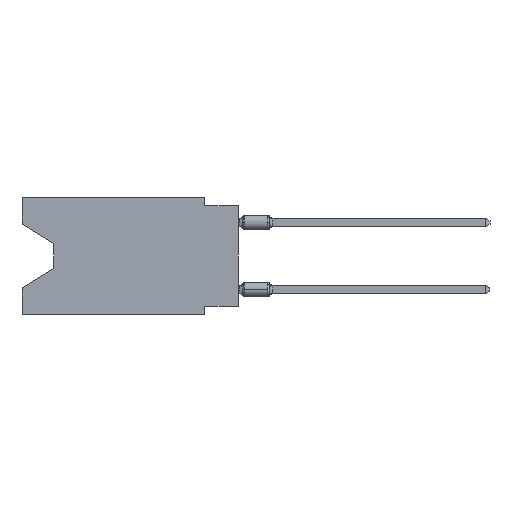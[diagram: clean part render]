
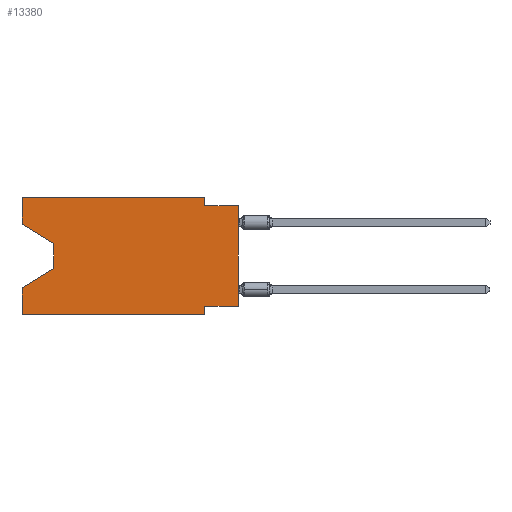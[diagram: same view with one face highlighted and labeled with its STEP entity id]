
A CAD part, left-side view. The second image highlights one B-rep face of the part: STEP entity #13380.
In plain terms, the highlighted planar face has unit normal (-1, 0, 0).
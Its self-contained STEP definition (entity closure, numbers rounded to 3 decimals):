
#207 = ORIENTED_EDGE ( 'NONE', *, *, #22946, .F. ) ;
#602 = EDGE_LOOP ( 'NONE', ( #5161, #10954, #8266, #16718, #7799, #16761, #10858, #14809, #9230, #13678, #207, #7693 ) ) ;
#612 = CARTESIAN_POINT ( 'NONE',  ( 0., 0., -8.255 ) ) ;
#1221 = LINE ( 'NONE', #20663, #17802 ) ;
#1856 = VERTEX_POINT ( 'NONE', #8124 ) ;
#1927 = EDGE_CURVE ( 'NONE', #2327, #6431, #3893, .T. ) ;
#2327 = VERTEX_POINT ( 'NONE', #612 ) ;
#2464 = CARTESIAN_POINT ( 'NONE',  ( 0., 16.383, 0. ) ) ;
#3126 = EDGE_CURVE ( 'NONE', #6431, #25202, #23772, .T. ) ;
#3129 = LINE ( 'NONE', #7486, #20999 ) ;
#3313 = CARTESIAN_POINT ( 'NONE',  ( 0., 16.383, -6.852 ) ) ;
#3360 = DIRECTION ( 'NONE',  ( 0., 0., -1. ) ) ;
#3893 = LINE ( 'NONE', #21093, #20783 ) ;
#3931 = LINE ( 'NONE', #10279, #6201 ) ;
#4073 = DIRECTION ( 'NONE',  ( 0., -1., 0. ) ) ;
#4199 = EDGE_CURVE ( 'NONE', #1856, #25202, #3931, .T. ) ;
#4233 = VECTOR ( 'NONE', #19894, 1000. ) ;
#4453 = CARTESIAN_POINT ( 'NONE',  ( 0., 2.54, -8.89 ) ) ;
#4577 = LINE ( 'NONE', #2464, #26845 ) ;
#4624 = VECTOR ( 'NONE', #11191, 1000. ) ;
#4703 = DIRECTION ( 'NONE',  ( 0., 0., 1. ) ) ;
#4950 = LINE ( 'NONE', #17640, #4233 ) ;
#5161 = ORIENTED_EDGE ( 'NONE', *, *, #19728, .T. ) ;
#6201 = VECTOR ( 'NONE', #4073, 1000. ) ;
#6431 = VERTEX_POINT ( 'NONE', #23574 ) ;
#6536 = DIRECTION ( 'NONE',  ( 0., 0., 1. ) ) ;
#6587 = EDGE_CURVE ( 'NONE', #21376, #22215, #4950, .T. ) ;
#6766 = CARTESIAN_POINT ( 'NONE',  ( 0., 2.54, -8.89 ) ) ;
#7127 = EDGE_CURVE ( 'NONE', #18355, #21910, #22255, .T. ) ;
#7486 = CARTESIAN_POINT ( 'NONE',  ( 0., 16.383, -2.038 ) ) ;
#7693 = ORIENTED_EDGE ( 'NONE', *, *, #16918, .F. ) ;
#7799 = ORIENTED_EDGE ( 'NONE', *, *, #4199, .T. ) ;
#7859 = CARTESIAN_POINT ( 'NONE',  ( 0., 16.383, 0. ) ) ;
#7996 = FACE_OUTER_BOUND ( 'NONE', #602, .T. ) ;
#8066 = CARTESIAN_POINT ( 'NONE',  ( 0., 13.97, -3.505 ) ) ;
#8124 = CARTESIAN_POINT ( 'NONE',  ( 0., 16.383, -8.89 ) ) ;
#8266 = ORIENTED_EDGE ( 'NONE', *, *, #13712, .T. ) ;
#8863 = VERTEX_POINT ( 'NONE', #3313 ) ;
#8932 = LINE ( 'NONE', #17533, #4624 ) ;
#9230 = ORIENTED_EDGE ( 'NONE', *, *, #11704, .F. ) ;
#10279 = CARTESIAN_POINT ( 'NONE',  ( 0., 16.383, -8.89 ) ) ;
#10858 = ORIENTED_EDGE ( 'NONE', *, *, #1927, .F. ) ;
#10954 = ORIENTED_EDGE ( 'NONE', *, *, #7127, .T. ) ;
#11191 = DIRECTION ( 'NONE',  ( 0., -1., 0. ) ) ;
#11252 = VERTEX_POINT ( 'NONE', #21935 ) ;
#11326 = VECTOR ( 'NONE', #13059, 1000. ) ;
#11415 = CARTESIAN_POINT ( 'NONE',  ( 0., 2.54, 0. ) ) ;
#11506 = AXIS2_PLACEMENT_3D ( 'NONE', #7859, #27184, #19897 ) ;
#11704 = EDGE_CURVE ( 'NONE', #22215, #24625, #8932, .T. ) ;
#11883 = LINE ( 'NONE', #20477, #20635 ) ;
#12136 = DIRECTION ( 'NONE',  ( 0., -0.855, -0.519 ) ) ;
#13059 = DIRECTION ( 'NONE',  ( 0., 0., -1. ) ) ;
#13354 = CARTESIAN_POINT ( 'NONE',  ( 0., 0., -0.635 ) ) ;
#13380 = ADVANCED_FACE ( 'NONE', ( #7996 ), #16462, .F. ) ;
#13678 = ORIENTED_EDGE ( 'NONE', *, *, #6587, .F. ) ;
#13712 = EDGE_CURVE ( 'NONE', #21910, #8863, #1221, .T. ) ;
#14127 = EDGE_CURVE ( 'NONE', #1856, #8863, #4577, .T. ) ;
#14180 = DIRECTION ( 'NONE',  ( 0., 0.855, -0.519 ) ) ;
#14809 = ORIENTED_EDGE ( 'NONE', *, *, #27591, .T. ) ;
#15436 = CARTESIAN_POINT ( 'NONE',  ( 0., 2.54, -0.635 ) ) ;
#15623 = DIRECTION ( 'NONE',  ( 0., -1., 0. ) ) ;
#16462 = PLANE ( 'NONE',  #11506 ) ;
#16718 = ORIENTED_EDGE ( 'NONE', *, *, #14127, .F. ) ;
#16761 = ORIENTED_EDGE ( 'NONE', *, *, #3126, .F. ) ;
#16918 = EDGE_CURVE ( 'NONE', #11252, #25560, #11883, .T. ) ;
#17533 = CARTESIAN_POINT ( 'NONE',  ( 0., 0., -0.635 ) ) ;
#17640 = CARTESIAN_POINT ( 'NONE',  ( 0., 2.54, 0. ) ) ;
#17802 = VECTOR ( 'NONE', #14180, 1000. ) ;
#18355 = VERTEX_POINT ( 'NONE', #8066 ) ;
#19562 = CARTESIAN_POINT ( 'NONE',  ( 0., 16.383, 0. ) ) ;
#19640 = CARTESIAN_POINT ( 'NONE',  ( 0., 0., 0. ) ) ;
#19728 = EDGE_CURVE ( 'NONE', #11252, #18355, #3129, .T. ) ;
#19894 = DIRECTION ( 'NONE',  ( 0., 0., -1. ) ) ;
#19897 = DIRECTION ( 'NONE',  ( 0., 0., -1. ) ) ;
#20477 = CARTESIAN_POINT ( 'NONE',  ( 0., 16.383, 0. ) ) ;
#20635 = VECTOR ( 'NONE', #22873, 1000. ) ;
#20663 = CARTESIAN_POINT ( 'NONE',  ( 0., 13.97, -5.385 ) ) ;
#20783 = VECTOR ( 'NONE', #27578, 1000. ) ;
#20999 = VECTOR ( 'NONE', #12136, 1000. ) ;
#21093 = CARTESIAN_POINT ( 'NONE',  ( 0., 0., -8.255 ) ) ;
#21346 = LINE ( 'NONE', #19640, #24932 ) ;
#21376 = VERTEX_POINT ( 'NONE', #11415 ) ;
#21910 = VERTEX_POINT ( 'NONE', #27570 ) ;
#21935 = CARTESIAN_POINT ( 'NONE',  ( 0., 16.383, -2.038 ) ) ;
#22215 = VERTEX_POINT ( 'NONE', #15436 ) ;
#22255 = LINE ( 'NONE', #24390, #27224 ) ;
#22873 = DIRECTION ( 'NONE',  ( 0., 0., 1. ) ) ;
#22946 = EDGE_CURVE ( 'NONE', #25560, #21376, #26331, .T. ) ;
#23574 = CARTESIAN_POINT ( 'NONE',  ( 0., 2.54, -8.255 ) ) ;
#23772 = LINE ( 'NONE', #4453, #11326 ) ;
#24318 = VECTOR ( 'NONE', #15623, 1000. ) ;
#24390 = CARTESIAN_POINT ( 'NONE',  ( 0., 13.97, -3.505 ) ) ;
#24501 = CARTESIAN_POINT ( 'NONE',  ( 0., 16.383, 0. ) ) ;
#24625 = VERTEX_POINT ( 'NONE', #13354 ) ;
#24932 = VECTOR ( 'NONE', #4703, 1000. ) ;
#25202 = VERTEX_POINT ( 'NONE', #6766 ) ;
#25560 = VERTEX_POINT ( 'NONE', #19562 ) ;
#26331 = LINE ( 'NONE', #24501, #24318 ) ;
#26845 = VECTOR ( 'NONE', #6536, 1000. ) ;
#27184 = DIRECTION ( 'NONE',  ( 1., 0., 0. ) ) ;
#27224 = VECTOR ( 'NONE', #3360, 1000. ) ;
#27570 = CARTESIAN_POINT ( 'NONE',  ( 0., 13.97, -5.385 ) ) ;
#27578 = DIRECTION ( 'NONE',  ( 0., 1., 0. ) ) ;
#27591 = EDGE_CURVE ( 'NONE', #2327, #24625, #21346, .T. ) ;
